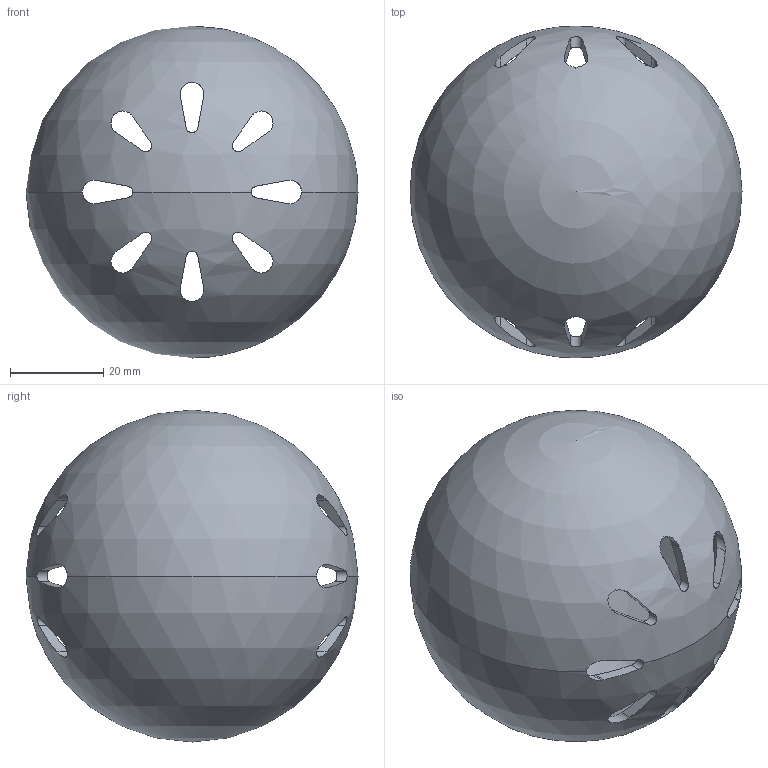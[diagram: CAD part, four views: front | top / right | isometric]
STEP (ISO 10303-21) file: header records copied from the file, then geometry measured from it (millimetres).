
FILE_DESCRIPTION (( 'STEP AP214' ), '1' );
FILE_NAME ('am-2850 2in BaseBall.STEP', '2015-06-08T15:09:29', ( '' ), ( '' ), 'SwSTEP 2.0', 'SolidWorks 2014', '' );
FILE_SCHEMA (( 'AUTOMOTIVE_DESIGN' ));
Length unit declared in the file: inch
Products named in the file (1): am-2850 2in BaseBall
Bounding box: 71.12 x 71.12 x 71.12 mm (x, y, z)
Volume: 28927 mm3; surface area: 29512.1 mm2
Topology: 1 solids, 1 shells, 88 faces, 290 edges, 194 vertices
Faces by surface type: cylinder 52, plane 32, sphere 4
Entity records: 4512 total; most frequent: CARTESIAN_POINT 2097, ORIENTED_EDGE 560, DIRECTION 414, EDGE_CURVE 280, VERTEX_POINT 188, AXIS2_PLACEMENT_3D 165, B_SPLINE_CURVE_WITH_KNOTS 120, EDGE_LOOP 112
